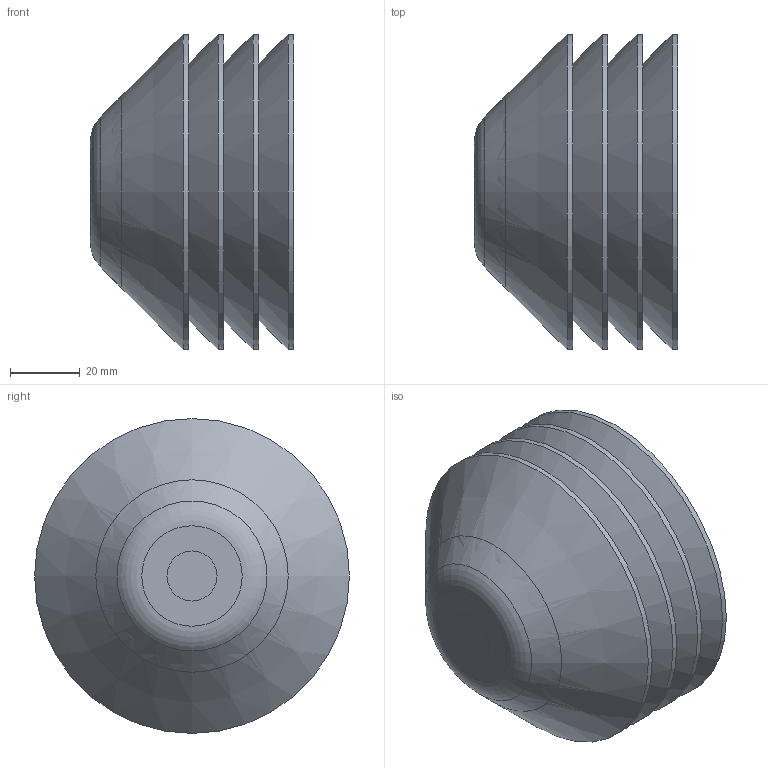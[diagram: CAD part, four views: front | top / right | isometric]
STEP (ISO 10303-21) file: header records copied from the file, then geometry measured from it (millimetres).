
FILE_DESCRIPTION(/* description */ (''),/* implementation_level */ '2;1');
FILE_NAME(/* name */ 'aqara_sun_shield.step',/* time_stamp */ '2022-12-17T16:30:50+01:00',/* author */ (''),/* organization */ (''),/* preprocessor_version */ 'ST-DEVELOPER v18.1',/* originating_system */ 'Autodesk Translation Framework v10.14.0.1471',/* authorisation */ '');
FILE_SCHEMA (('AUTOMOTIVE_DESIGN { 1 0 10303 214 3 1 1 }'));
Length unit declared in the file: millimetre
Products named in the file (1): sun_shield
Bounding box: 58.05 x 90 x 90 mm (x, y, z)
Volume: 87843.6 mm3; surface area: 97338 mm2
Topology: 5 solids, 5 shells, 781 faces, 2362 edges, 1569 vertices
Faces by surface type: cylinder 421, bspline 220, plane 122, cone 10, torus 8
Full cylindrical faces by diameter (mm): 41.5 x3, 46.324 x3, 46.524 x5, 90 x5
Entity records: 42192 total; most frequent: CARTESIAN_POINT 24754, ORIENTED_EDGE 4724, EDGE_CURVE 2362, DIRECTION 2022, B_SPLINE_CURVE_WITH_KNOTS 1757, VERTEX_POINT 1569, AXIS2_PLACEMENT_3D 859, EDGE_LOOP 815
